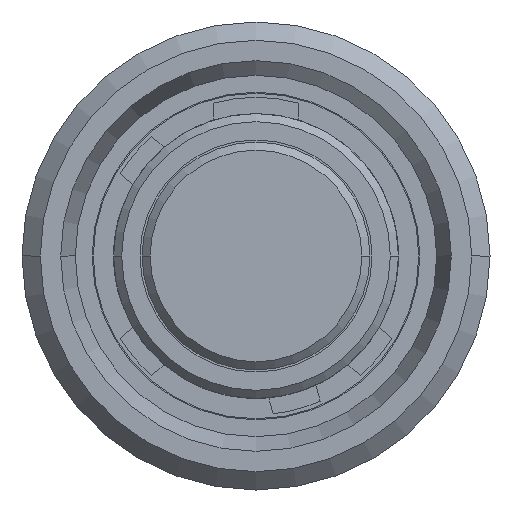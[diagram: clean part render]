
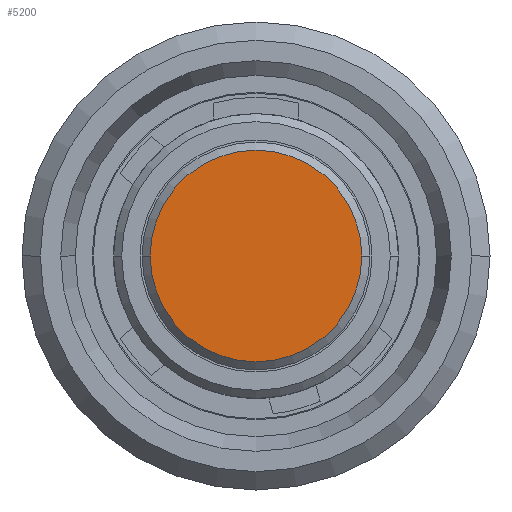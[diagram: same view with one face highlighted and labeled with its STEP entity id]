
A CAD part, front view. The second image highlights one B-rep face of the part: STEP entity #5200.
In plain terms, the highlighted planar face has unit normal (0, -1, 0).
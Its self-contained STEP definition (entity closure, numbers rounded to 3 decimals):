
#5000=CARTESIAN_POINT('',(1.3,5.8,0.));
#5010=DIRECTION('',(0.,-1.,0.));
#5020=DIRECTION('',(1.,0.,0.));
#5030=AXIS2_PLACEMENT_3D('',#5000,#5010,#5020);
#5040=PLANE('',#5030);
#5050=CARTESIAN_POINT('',(0.,5.8,0.));
#5060=DIRECTION('',(0.,1.,0.));
#5070=DIRECTION('',(-1.,0.,0.));
#5080=AXIS2_PLACEMENT_3D('',#5050,#5060,#5070);
#5090=CIRCLE('',#5080,2.6);
#5100=CARTESIAN_POINT('',(2.6,5.8,0.));
#5110=VERTEX_POINT('',#5100);
#5120=CARTESIAN_POINT('',(-2.6,5.8,0.));
#5130=VERTEX_POINT('',#5120);
#5140=EDGE_CURVE('',#5110,#5130,#5090,.T.);
#5150=ORIENTED_EDGE('',*,*,#5140,.F.);
#5160=EDGE_CURVE('',#5130,#5110,#5090,.T.);
#5170=ORIENTED_EDGE('',*,*,#5160,.F.);
#5180=EDGE_LOOP('',(#5170,#5150));
#5190=FACE_OUTER_BOUND('',#5180,.T.);
#5200=ADVANCED_FACE('',(#5190),#5040,.T.);
